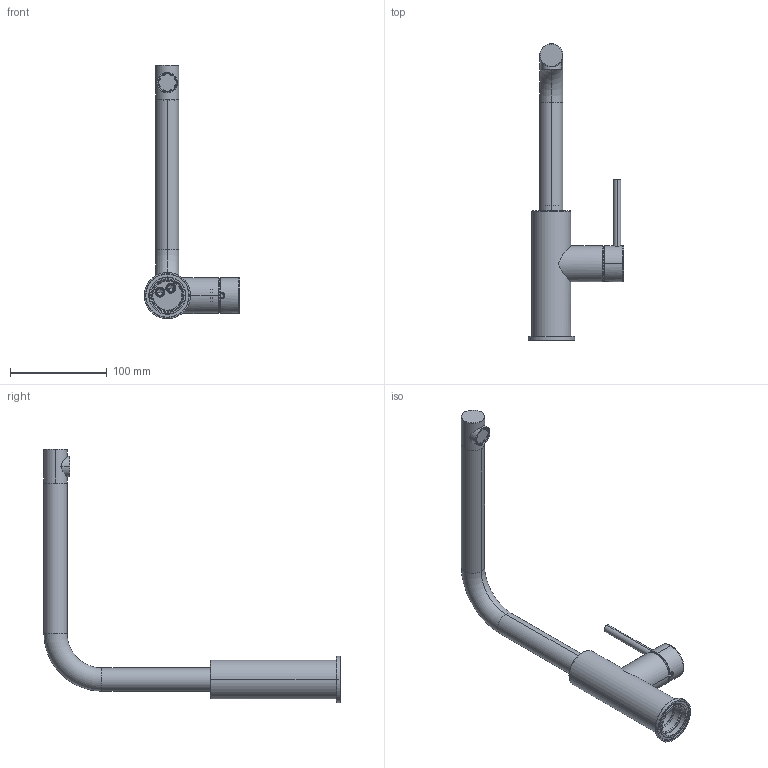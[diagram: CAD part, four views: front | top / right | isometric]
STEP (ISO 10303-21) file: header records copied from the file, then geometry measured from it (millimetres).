
FILE_DESCRIPTION(('STEP AP214'),'1');
FILE_NAME('5025033_5025034 Namor 3 Fenster.STP','2025-10-06T12:03:28',(' '),(' '),'Spatial InterOp 3D',' ',' ');
FILE_SCHEMA(('AUTOMOTIVE_DESIGN { 1 0 10303 214 1 1 1 1 }'));
Length unit declared in the file: millimetre
Products named in the file (33): ASSEM1; 5025033_5025034 Namor 3 Fenster
Assembly tree (32 placements, depth 5):
  5025033_5025034 Namor 3 Fenster
    (unnamed)
      ASSEM1
      (unnamed)
    (unnamed)
    (unnamed)
      ASSEM1
      (unnamed)
    (unnamed)
    (unnamed)
      (unnamed)
        ASSEM1
        (unnamed)
      (unnamed)
      (unnamed)
      (unnamed)
    (unnamed)
      ASSEM1
      (unnamed)
        (unnamed)
          ASSEM1
          (unnamed)
        (unnamed)
        (unnamed)
          ASSEM1
          (unnamed)
    (unnamed)
      (unnamed)
        ASSEM1
        (unnamed)
      (unnamed)
        ASSEM1
        (unnamed)
Bounding box: 98.9 x 306 x 262 mm (x, y, z)
Volume: 181606.3 mm3; surface area: 119856.6 mm2
Topology: 13 solids, 32 shells, 528 faces, 1270 edges, 790 vertices
Faces by surface type: cylinder 207, cone 133, plane 123, torus 48, bspline 12, sphere 3, extrusion 2
Entity records: 17967 total; most frequent: CARTESIAN_POINT 4879, DIRECTION 2824, ORIENTED_EDGE 2393, EDGE_CURVE 1248, AXIS2_PLACEMENT_3D 1171, VERTEX_POINT 790, CIRCLE 611, EDGE_LOOP 596
